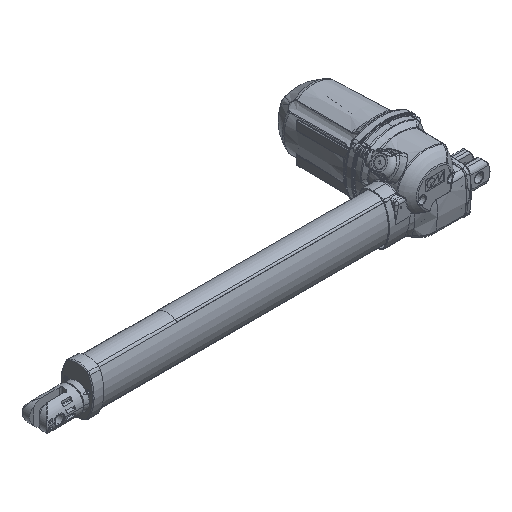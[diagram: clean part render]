
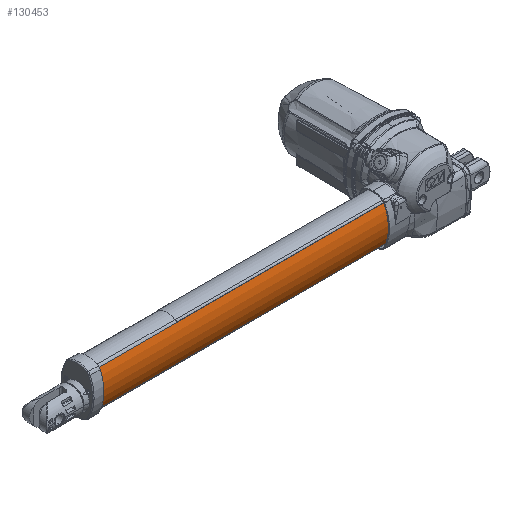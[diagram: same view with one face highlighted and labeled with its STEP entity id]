
A CAD part, isometric view. The second image highlights one B-rep face of the part: STEP entity #130453.
In plain terms, the highlighted cylindrical face has radius 48 mm (diameter 96 mm), a partial arc.
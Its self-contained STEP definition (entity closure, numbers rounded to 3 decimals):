
#592 = CARTESIAN_POINT ( 'NONE',  ( -406.795, 26.043, 107.121 ) ) ;
#7317 = CARTESIAN_POINT ( 'NONE',  ( -53.795, 26.043, 107.121 ) ) ;
#18504 = ORIENTED_EDGE ( 'NONE', *, *, #197400, .F. ) ;
#21192 = EDGE_LOOP ( 'NONE', ( #47869, #262971, #18504, #237229 ) ) ;
#25538 = VERTEX_POINT ( 'NONE', #7317 ) ;
#35283 = CARTESIAN_POINT ( 'NONE',  ( -53.795, 69.227, 86.165 ) ) ;
#35637 = CARTESIAN_POINT ( 'NONE',  ( -406.795, 25.85, 65.612 ) ) ;
#38654 = VERTEX_POINT ( 'NONE', #103344 ) ;
#47869 = ORIENTED_EDGE ( 'NONE', *, *, #100171, .T. ) ;
#48008 = VECTOR ( 'NONE', #249899, 1000. ) ;
#49241 = CIRCLE ( 'NONE', #270962, 48. ) ;
#56643 = CIRCLE ( 'NONE', #151049, 48. ) ;
#57299 = EDGE_CURVE ( 'NONE', #145679, #38654, #195809, .T. ) ;
#59045 = VERTEX_POINT ( 'NONE', #592 ) ;
#61391 = CARTESIAN_POINT ( 'NONE',  ( -303.795, 69.227, 86.165 ) ) ;
#100171 = EDGE_CURVE ( 'NONE', #38654, #25538, #56643, .T. ) ;
#103344 = CARTESIAN_POINT ( 'NONE',  ( -53.795, 25.85, 65.612 ) ) ;
#116445 = CARTESIAN_POINT ( 'NONE',  ( -406.795, 69.227, 86.165 ) ) ;
#129542 = DIRECTION ( 'NONE',  ( 0., 0., 1. ) ) ;
#130453 = ADVANCED_FACE ( 'NONE', ( #168518 ), #157594, .T. ) ;
#142726 = LINE ( 'NONE', #167604, #253578 ) ;
#145679 = VERTEX_POINT ( 'NONE', #35637 ) ;
#151049 = AXIS2_PLACEMENT_3D ( 'NONE', #35283, #177744, #179778 ) ;
#157594 = CYLINDRICAL_SURFACE ( 'NONE', #232592, 48. ) ;
#161373 = DIRECTION ( 'NONE',  ( -1., 0., 0. ) ) ;
#162885 = DIRECTION ( 'NONE',  ( 0., 0., 1. ) ) ;
#167604 = CARTESIAN_POINT ( 'NONE',  ( -303.795, 26.043, 107.121 ) ) ;
#168518 = FACE_OUTER_BOUND ( 'NONE', #21192, .T. ) ;
#177744 = DIRECTION ( 'NONE',  ( -1., 0., 0. ) ) ;
#179778 = DIRECTION ( 'NONE',  ( 0., 0., -1. ) ) ;
#195809 = LINE ( 'NONE', #297424, #48008 ) ;
#197400 = EDGE_CURVE ( 'NONE', #145679, #59045, #49241, .T. ) ;
#222420 = DIRECTION ( 'NONE',  ( -1., 0., 0. ) ) ;
#232592 = AXIS2_PLACEMENT_3D ( 'NONE', #61391, #222420, #129542 ) ;
#237229 = ORIENTED_EDGE ( 'NONE', *, *, #57299, .T. ) ;
#249899 = DIRECTION ( 'NONE',  ( 1., 0., 0. ) ) ;
#253578 = VECTOR ( 'NONE', #161373, 1000. ) ;
#256831 = DIRECTION ( 'NONE',  ( -1., 0., 0. ) ) ;
#262971 = ORIENTED_EDGE ( 'NONE', *, *, #294298, .T. ) ;
#270962 = AXIS2_PLACEMENT_3D ( 'NONE', #116445, #256831, #162885 ) ;
#294298 = EDGE_CURVE ( 'NONE', #25538, #59045, #142726, .T. ) ;
#297424 = CARTESIAN_POINT ( 'NONE',  ( -303.795, 25.85, 65.612 ) ) ;
